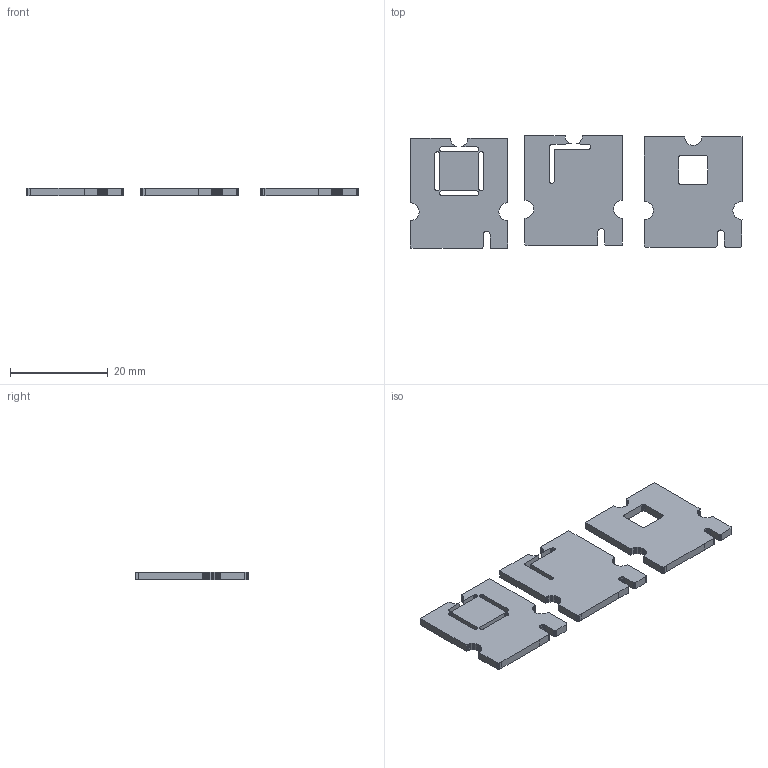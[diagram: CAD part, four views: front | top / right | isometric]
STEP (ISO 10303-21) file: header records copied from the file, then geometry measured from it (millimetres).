
FILE_DESCRIPTION(('KiCad electronic assembly'),'2;1');
FILE_NAME('Cookie_Mantis_Base.step','2023-04-10T19:38:53',('Pcbnew'),( 'Kicad'),'Open CASCADE STEP processor 7.6','KiCad to STEP converter' ,'Unknown');
FILE_SCHEMA(('AUTOMOTIVE_DESIGN { 1 0 10303 214 1 1 1 1 }'));
Length unit declared in the file: millimetre
Products named in the file (4): Cookie_Mantis_Base 1; PCB1; PCB2; PCB3
Assembly tree (3 placements, depth 2):
  Cookie_Mantis_Base 1
    PCB1
    PCB2
    PCB3
Bounding box: 68.01 x 23.13 x 1.6 mm (x, y, z)
Volume: 1943.6 mm3; surface area: 3087.8 mm2
Topology: 3 solids, 3 shells, 483 faces, 1431 edges, 954 vertices
Faces by surface type: plane 483
Entity records: 34537 total; most frequent: CARTESIAN_POINT 5734, DIRECTION 5267, LINE 4293, VECTOR 4293, ORIENTED_EDGE 2862, PCURVE 2862, DEFINITIONAL_REPRESENTATION 2862, EDGE_CURVE 1431
